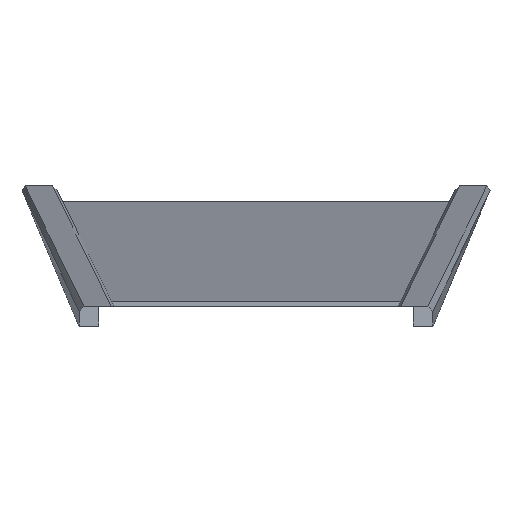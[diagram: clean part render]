
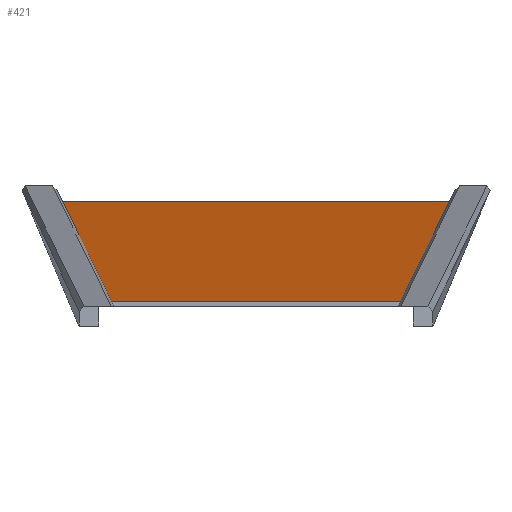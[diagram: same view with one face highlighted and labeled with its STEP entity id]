
A CAD part, front view. The second image highlights one B-rep face of the part: STEP entity #421.
In plain terms, the highlighted planar face has unit normal (0, -0.057, 0.998).
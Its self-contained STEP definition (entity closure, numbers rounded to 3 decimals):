
#42=LINE('',#681,#90);
#49=LINE('',#695,#97);
#58=LINE('',#753,#106);
#59=LINE('',#754,#107);
#90=VECTOR('',#504,10.);
#97=VECTOR('',#517,10.);
#106=VECTOR('',#534,10.);
#107=VECTOR('',#535,10.);
#125=PLANE('',#455);
#147=FACE_OUTER_BOUND('',#171,.T.);
#171=EDGE_LOOP('',(#362,#363,#364,#365));
#213=VERTEX_POINT('',#678);
#214=VERTEX_POINT('',#680);
#217=VERTEX_POINT('',#692);
#218=VERTEX_POINT('',#694);
#258=EDGE_CURVE('',#214,#213,#42,.T.);
#265=EDGE_CURVE('',#217,#218,#49,.T.);
#275=EDGE_CURVE('',#213,#218,#58,.T.);
#276=EDGE_CURVE('',#217,#214,#59,.T.);
#362=ORIENTED_EDGE('',*,*,#258,.T.);
#363=ORIENTED_EDGE('',*,*,#275,.T.);
#364=ORIENTED_EDGE('',*,*,#265,.F.);
#365=ORIENTED_EDGE('',*,*,#276,.T.);
#421=ADVANCED_FACE('',(#147),#125,.F.);
#455=AXIS2_PLACEMENT_3D('',#752,#532,#533);
#504=DIRECTION('',(0.028,-0.998,-0.057));
#517=DIRECTION('',(-0.028,-0.998,-0.057));
#532=DIRECTION('center_axis',(0.,0.057,-0.998));
#533=DIRECTION('ref_axis',(0.,-0.998,-0.057));
#534=DIRECTION('',(1.,0.,0.));
#535=DIRECTION('',(-1.,0.,0.));
#678=CARTESIAN_POINT('',(-12.082,29.794,2.));
#680=CARTESIAN_POINT('',(-16.,170.,10.));
#681=CARTESIAN_POINT('',(-14.806,127.273,7.562));
#692=CARTESIAN_POINT('',(16.,170.,10.));
#694=CARTESIAN_POINT('',(12.082,29.794,2.));
#695=CARTESIAN_POINT('',(14.806,127.273,7.562));
#752=CARTESIAN_POINT('Origin',(0.,170.,10.));
#753=CARTESIAN_POINT('',(0.,29.794,2.));
#754=CARTESIAN_POINT('',(16.,170.,10.));
